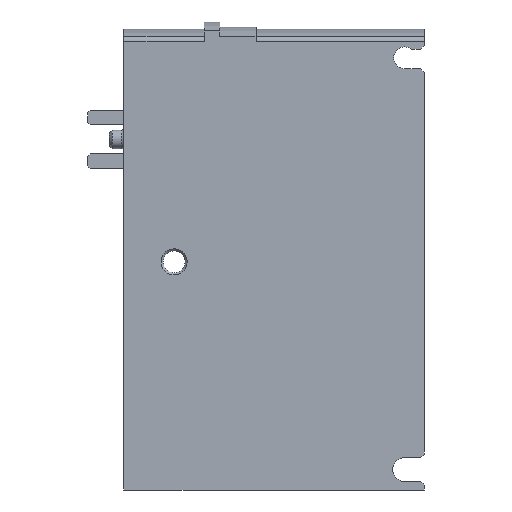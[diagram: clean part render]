
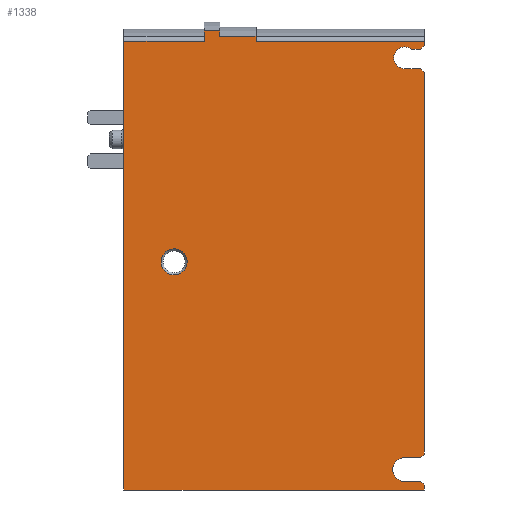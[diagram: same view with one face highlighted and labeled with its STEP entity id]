
A CAD part, left-side view. The second image highlights one B-rep face of the part: STEP entity #1338.
In plain terms, the highlighted planar face has unit normal (-1, 0, 0).
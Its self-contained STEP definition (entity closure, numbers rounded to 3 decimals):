
#41=LINE('',#1778,#135);
#52=LINE('',#1809,#146);
#53=LINE('',#1812,#147);
#54=LINE('',#1816,#148);
#55=LINE('',#1818,#149);
#56=LINE('',#1820,#150);
#57=LINE('',#1822,#151);
#58=LINE('',#1824,#152);
#59=LINE('',#1828,#153);
#60=LINE('',#1830,#154);
#61=LINE('',#1832,#155);
#62=LINE('',#1834,#156);
#63=LINE('',#1836,#157);
#64=LINE('',#1838,#158);
#65=LINE('',#1840,#159);
#66=LINE('',#1842,#160);
#67=LINE('',#1844,#161);
#68=LINE('',#1846,#162);
#69=LINE('',#1847,#163);
#70=LINE('',#1849,#164);
#135=VECTOR('',#1498,1000.);
#146=VECTOR('',#1519,1000.);
#147=VECTOR('',#1520,1000.);
#148=VECTOR('',#1523,1000.);
#149=VECTOR('',#1524,1000.);
#150=VECTOR('',#1525,1000.);
#151=VECTOR('',#1526,1000.);
#152=VECTOR('',#1527,1000.);
#153=VECTOR('',#1530,1000.);
#154=VECTOR('',#1531,1000.);
#155=VECTOR('',#1532,1000.);
#156=VECTOR('',#1533,1000.);
#157=VECTOR('',#1534,1000.);
#158=VECTOR('',#1535,1000.);
#159=VECTOR('',#1536,1000.);
#160=VECTOR('',#1537,1000.);
#161=VECTOR('',#1538,1000.);
#162=VECTOR('',#1539,1000.);
#163=VECTOR('',#1540,1000.);
#164=VECTOR('',#1541,1000.);
#244=ORIENTED_EDGE('',*,*,#504,.F.);
#245=ORIENTED_EDGE('',*,*,#505,.T.);
#246=ORIENTED_EDGE('',*,*,#506,.T.);
#247=ORIENTED_EDGE('',*,*,#507,.T.);
#248=ORIENTED_EDGE('',*,*,#508,.T.);
#249=ORIENTED_EDGE('',*,*,#509,.T.);
#250=ORIENTED_EDGE('',*,*,#510,.T.);
#251=ORIENTED_EDGE('',*,*,#511,.T.);
#252=ORIENTED_EDGE('',*,*,#512,.T.);
#253=ORIENTED_EDGE('',*,*,#513,.T.);
#254=ORIENTED_EDGE('',*,*,#514,.T.);
#255=ORIENTED_EDGE('',*,*,#515,.T.);
#256=ORIENTED_EDGE('',*,*,#516,.T.);
#257=ORIENTED_EDGE('',*,*,#517,.F.);
#258=ORIENTED_EDGE('',*,*,#518,.T.);
#259=ORIENTED_EDGE('',*,*,#519,.T.);
#260=ORIENTED_EDGE('',*,*,#520,.T.);
#261=ORIENTED_EDGE('',*,*,#521,.F.);
#262=ORIENTED_EDGE('',*,*,#522,.F.);
#263=ORIENTED_EDGE('',*,*,#523,.F.);
#264=ORIENTED_EDGE('',*,*,#490,.F.);
#265=ORIENTED_EDGE('',*,*,#524,.T.);
#266=ORIENTED_EDGE('',*,*,#525,.T.);
#490=EDGE_CURVE('',#620,#621,#41,.T.);
#504=EDGE_CURVE('',#634,#634,#715,.T.);
#505=EDGE_CURVE('',#635,#636,#52,.T.);
#506=EDGE_CURVE('',#636,#637,#53,.T.);
#507=EDGE_CURVE('',#637,#638,#716,.T.);
#508=EDGE_CURVE('',#638,#639,#54,.T.);
#509=EDGE_CURVE('',#639,#640,#55,.T.);
#510=EDGE_CURVE('',#640,#641,#56,.T.);
#511=EDGE_CURVE('',#641,#642,#57,.T.);
#512=EDGE_CURVE('',#642,#643,#58,.T.);
#513=EDGE_CURVE('',#643,#644,#717,.T.);
#514=EDGE_CURVE('',#644,#645,#59,.T.);
#515=EDGE_CURVE('',#645,#646,#60,.T.);
#516=EDGE_CURVE('',#646,#647,#61,.T.);
#517=EDGE_CURVE('',#648,#647,#62,.T.);
#518=EDGE_CURVE('',#648,#649,#63,.T.);
#519=EDGE_CURVE('',#649,#650,#64,.T.);
#520=EDGE_CURVE('',#650,#651,#65,.T.);
#521=EDGE_CURVE('',#652,#651,#66,.T.);
#522=EDGE_CURVE('',#653,#652,#67,.T.);
#523=EDGE_CURVE('',#621,#653,#68,.T.);
#524=EDGE_CURVE('',#620,#654,#69,.T.);
#525=EDGE_CURVE('',#654,#635,#70,.T.);
#620=VERTEX_POINT('',#1779);
#621=VERTEX_POINT('',#1780);
#634=VERTEX_POINT('',#1808);
#635=VERTEX_POINT('',#1810);
#636=VERTEX_POINT('',#1811);
#637=VERTEX_POINT('',#1813);
#638=VERTEX_POINT('',#1815);
#639=VERTEX_POINT('',#1817);
#640=VERTEX_POINT('',#1819);
#641=VERTEX_POINT('',#1821);
#642=VERTEX_POINT('',#1823);
#643=VERTEX_POINT('',#1825);
#644=VERTEX_POINT('',#1827);
#645=VERTEX_POINT('',#1829);
#646=VERTEX_POINT('',#1831);
#647=VERTEX_POINT('',#1833);
#648=VERTEX_POINT('',#1835);
#649=VERTEX_POINT('',#1837);
#650=VERTEX_POINT('',#1839);
#651=VERTEX_POINT('',#1841);
#652=VERTEX_POINT('',#1843);
#653=VERTEX_POINT('',#1845);
#654=VERTEX_POINT('',#1848);
#715=CIRCLE('',#1405,2.5);
#716=CIRCLE('',#1406,2.3);
#717=CIRCLE('',#1407,2.1);
#751=EDGE_LOOP('',(#244));
#752=EDGE_LOOP('',(#245,#246,#247,#248,#249,#250,#251,#252,#253,#254,#255,
#256,#257,#258,#259,#260,#261,#262,#263,#264,#265,#266));
#827=FACE_BOUND('',#751,.T.);
#828=FACE_BOUND('',#752,.T.);
#900=PLANE('',#1404);
#1338=ADVANCED_FACE('',(#827,#828),#900,.F.);
#1404=AXIS2_PLACEMENT_3D('',#1806,#1515,#1516);
#1405=AXIS2_PLACEMENT_3D('',#1807,#1517,#1518);
#1406=AXIS2_PLACEMENT_3D('',#1814,#1521,#1522);
#1407=AXIS2_PLACEMENT_3D('',#1826,#1528,#1529);
#1498=DIRECTION('',(0.,0.,1.));
#1515=DIRECTION('',(1.,0.,0.));
#1516=DIRECTION('',(0.,0.,-1.));
#1517=DIRECTION('',(-1.,0.,0.));
#1518=DIRECTION('',(0.,0.,1.));
#1519=DIRECTION('',(0.,0.707,0.707));
#1520=DIRECTION('',(0.,1.,0.));
#1521=DIRECTION('',(1.,0.,0.));
#1522=DIRECTION('',(0.,0.,-1.));
#1523=DIRECTION('',(0.,-1.,0.));
#1524=DIRECTION('',(0.,-0.707,0.707));
#1525=DIRECTION('',(0.,0.,1.));
#1526=DIRECTION('',(0.,0.707,0.707));
#1527=DIRECTION('',(0.,1.,0.));
#1528=DIRECTION('',(1.,0.,0.));
#1529=DIRECTION('',(0.,0.,-1.));
#1530=DIRECTION('',(0.,-1.,0.));
#1531=DIRECTION('',(0.,-0.707,0.707));
#1532=DIRECTION('',(0.,0.,1.));
#1533=DIRECTION('',(0.,-1.,0.));
#1534=DIRECTION('',(0.,0.,1.));
#1535=DIRECTION('',(0.,1.,0.));
#1536=DIRECTION('',(0.,0.,1.));
#1537=DIRECTION('',(0.,-1.,0.));
#1538=DIRECTION('',(0.,0.,1.));
#1539=DIRECTION('',(0.,-1.,0.));
#1540=DIRECTION('',(0.,-1.,0.));
#1541=DIRECTION('',(0.,0.,1.));
#1778=CARTESIAN_POINT('',(-7.,58.,-44.05));
#1779=CARTESIAN_POINT('',(-7.,58.,-44.05));
#1780=CARTESIAN_POINT('',(-7.,58.,42.552));
#1806=CARTESIAN_POINT('',(-7.,58.,-44.05));
#1807=CARTESIAN_POINT('',(-7.,48.3,0.));
#1808=CARTESIAN_POINT('',(-7.,48.3,2.5));
#1809=CARTESIAN_POINT('',(-7.,0.,-43.1));
#1810=CARTESIAN_POINT('',(-7.,0.,-43.1));
#1811=CARTESIAN_POINT('',(-7.,0.7,-42.4));
#1812=CARTESIAN_POINT('',(-7.,0.7,-42.4));
#1813=CARTESIAN_POINT('',(-7.,3.8,-42.4));
#1814=CARTESIAN_POINT('',(-7.,3.8,-40.1));
#1815=CARTESIAN_POINT('',(-7.,3.8,-37.8));
#1816=CARTESIAN_POINT('',(-7.,3.8,-37.8));
#1817=CARTESIAN_POINT('',(-7.,0.7,-37.8));
#1818=CARTESIAN_POINT('',(-7.,0.7,-37.8));
#1819=CARTESIAN_POINT('',(-7.,0.,-37.1));
#1820=CARTESIAN_POINT('',(-7.,0.,-44.05));
#1821=CARTESIAN_POINT('',(-7.,0.,36.55));
#1822=CARTESIAN_POINT('',(-7.,0.,36.55));
#1823=CARTESIAN_POINT('',(-7.,0.75,37.3));
#1824=CARTESIAN_POINT('',(-7.,0.75,37.3));
#1825=CARTESIAN_POINT('',(-7.,3.8,37.3));
#1826=CARTESIAN_POINT('',(-7.,3.8,39.4));
#1827=CARTESIAN_POINT('',(-7.,2.44,41.));
#1828=CARTESIAN_POINT('',(-7.,2.44,41.));
#1829=CARTESIAN_POINT('',(-7.,0.75,41.));
#1830=CARTESIAN_POINT('',(-7.,0.75,41.));
#1831=CARTESIAN_POINT('',(-7.,0.,41.75));
#1832=CARTESIAN_POINT('',(-7.,0.,-44.05));
#1833=CARTESIAN_POINT('',(-7.,0.,42.552));
#1834=CARTESIAN_POINT('',(-7.,58.,42.552));
#1835=CARTESIAN_POINT('',(-7.,32.5,42.552));
#1836=CARTESIAN_POINT('',(-7.,32.5,41.95));
#1837=CARTESIAN_POINT('',(-7.,32.5,43.57));
#1838=CARTESIAN_POINT('',(-7.,32.5,43.57));
#1839=CARTESIAN_POINT('',(-7.,39.5,43.57));
#1840=CARTESIAN_POINT('',(-7.,39.5,41.95));
#1841=CARTESIAN_POINT('',(-7.,39.5,44.57));
#1842=CARTESIAN_POINT('',(-7.,42.5,44.57));
#1843=CARTESIAN_POINT('',(-7.,42.5,44.57));
#1844=CARTESIAN_POINT('',(-7.,42.5,41.95));
#1845=CARTESIAN_POINT('',(-7.,42.5,42.552));
#1846=CARTESIAN_POINT('',(-7.,58.,42.552));
#1847=CARTESIAN_POINT('',(-7.,58.,-44.05));
#1848=CARTESIAN_POINT('',(-7.,0.,-44.05));
#1849=CARTESIAN_POINT('',(-7.,0.,-44.05));
